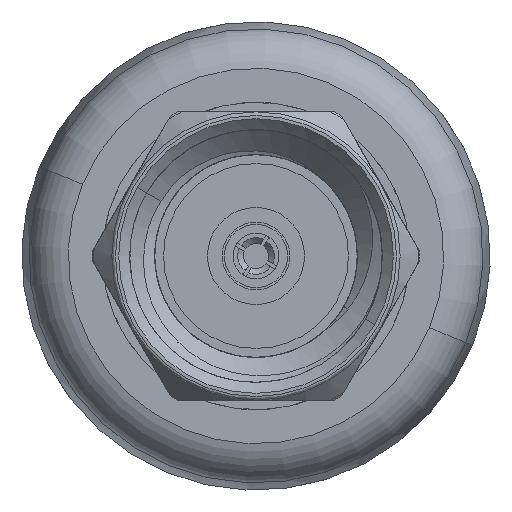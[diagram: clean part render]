
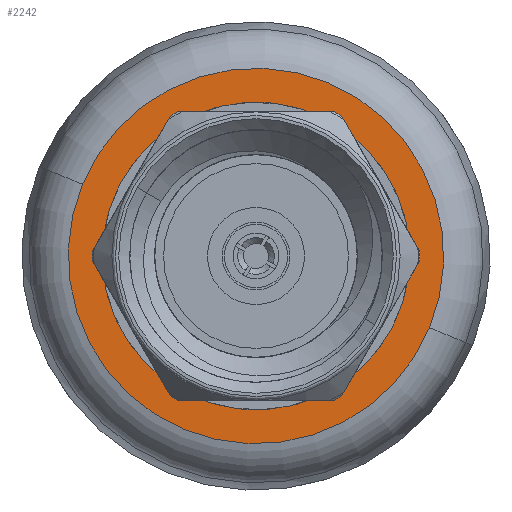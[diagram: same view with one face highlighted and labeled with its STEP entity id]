
A CAD part, left-side view. The second image highlights one B-rep face of the part: STEP entity #2242.
In plain terms, the highlighted face is planar.
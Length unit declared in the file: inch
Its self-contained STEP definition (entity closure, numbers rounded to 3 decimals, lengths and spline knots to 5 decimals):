
#824 = FACE_BOUND ( 'NONE', #11299, .T. ) ;
#1102 = EDGE_CURVE ( 'NONE', #3122, #2663, #6365, .T. ) ;
#1160 = DIRECTION ( 'NONE',  ( 0., 0., -1. ) ) ;
#1290 = DIRECTION ( 'NONE',  ( 0., 0., -1. ) ) ;
#1305 = AXIS2_PLACEMENT_3D ( 'NONE', #11084, #10116, #1290 ) ;
#1861 = CARTESIAN_POINT ( 'NONE',  ( 0.44286, 0., 0. ) ) ;
#2140 = CIRCLE ( 'NONE', #1305, 0.05315 ) ;
#2242 = ADVANCED_FACE ( 'NONE', ( #824, #12418 ), #5795, .T. ) ;
#2450 = AXIS2_PLACEMENT_3D ( 'NONE', #1861, #5740, #10689 ) ;
#2663 = VERTEX_POINT ( 'NONE', #12371 ) ;
#3122 = VERTEX_POINT ( 'NONE', #7732 ) ;
#3344 = CIRCLE ( 'NONE', #12388, 0.10257 ) ;
#4157 = EDGE_CURVE ( 'NONE', #5968, #4999, #3344, .T. ) ;
#4257 = DIRECTION ( 'NONE',  ( 1., 0., 0. ) ) ;
#4411 = DIRECTION ( 'NONE',  ( 0., 0., -1. ) ) ;
#4479 = AXIS2_PLACEMENT_3D ( 'NONE', #5375, #9293, #4411 ) ;
#4999 = VERTEX_POINT ( 'NONE', #8427 ) ;
#5289 = EDGE_LOOP ( 'NONE', ( #7242, #6983 ) ) ;
#5301 = CIRCLE ( 'NONE', #4479, 0.10257 ) ;
#5375 = CARTESIAN_POINT ( 'NONE',  ( 0.44286, 0., 0. ) ) ;
#5597 = ORIENTED_EDGE ( 'NONE', *, *, #1102, .F. ) ;
#5740 = DIRECTION ( 'NONE',  ( 1., 0., 0. ) ) ;
#5795 = PLANE ( 'NONE',  #6206 ) ;
#5968 = VERTEX_POINT ( 'NONE', #8532 ) ;
#6206 = AXIS2_PLACEMENT_3D ( 'NONE', #6509, #7604, #8634 ) ;
#6365 = CIRCLE ( 'NONE', #2450, 0.05315 ) ;
#6478 = EDGE_CURVE ( 'NONE', #2663, #3122, #2140, .T. ) ;
#6509 = CARTESIAN_POINT ( 'NONE',  ( 0.44286, 0.10257, 0. ) ) ;
#6983 = ORIENTED_EDGE ( 'NONE', *, *, #11754, .T. ) ;
#7029 = CARTESIAN_POINT ( 'NONE',  ( 0.44286, 0., 0. ) ) ;
#7242 = ORIENTED_EDGE ( 'NONE', *, *, #4157, .T. ) ;
#7604 = DIRECTION ( 'NONE',  ( 1., 0., 0. ) ) ;
#7732 = CARTESIAN_POINT ( 'NONE',  ( 0.44286, 0., 0.05315 ) ) ;
#8427 = CARTESIAN_POINT ( 'NONE',  ( 0.44286, 0., 0.10257 ) ) ;
#8532 = CARTESIAN_POINT ( 'NONE',  ( 0.44286, 0., -0.10257 ) ) ;
#8634 = DIRECTION ( 'NONE',  ( 0., 1., 0. ) ) ;
#9293 = DIRECTION ( 'NONE',  ( 1., 0., 0. ) ) ;
#10116 = DIRECTION ( 'NONE',  ( 1., 0., 0. ) ) ;
#10689 = DIRECTION ( 'NONE',  ( 0., 0., -1. ) ) ;
#10913 = ORIENTED_EDGE ( 'NONE', *, *, #6478, .F. ) ;
#11084 = CARTESIAN_POINT ( 'NONE',  ( 0.44286, 0., 0. ) ) ;
#11299 = EDGE_LOOP ( 'NONE', ( #10913, #5597 ) ) ;
#11754 = EDGE_CURVE ( 'NONE', #4999, #5968, #5301, .T. ) ;
#12371 = CARTESIAN_POINT ( 'NONE',  ( 0.44286, 0., -0.05315 ) ) ;
#12388 = AXIS2_PLACEMENT_3D ( 'NONE', #7029, #4257, #1160 ) ;
#12418 = FACE_OUTER_BOUND ( 'NONE', #5289, .T. ) ;
